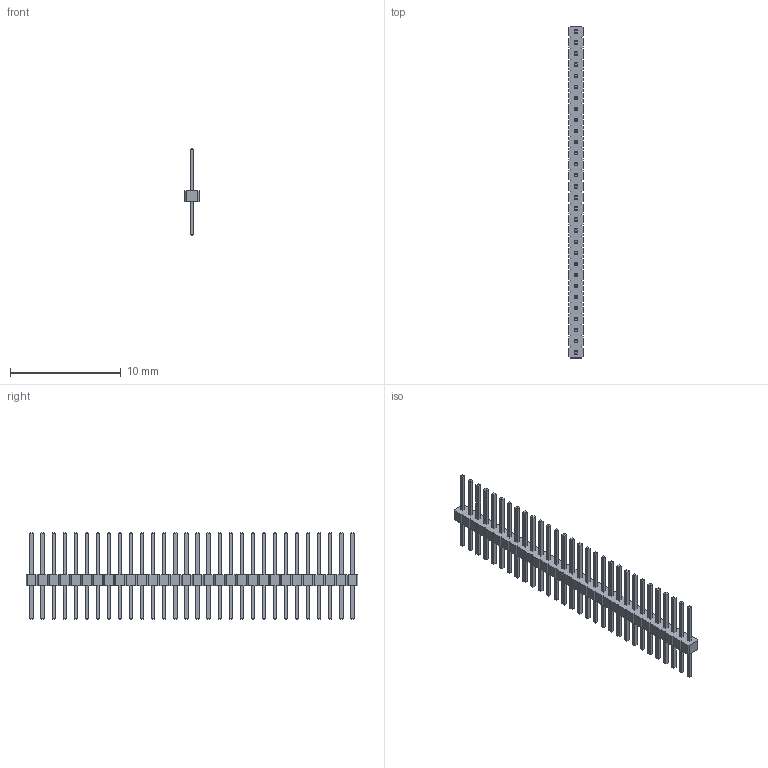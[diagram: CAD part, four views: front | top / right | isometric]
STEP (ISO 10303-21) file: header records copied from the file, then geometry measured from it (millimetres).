
FILE_DESCRIPTION(/* description */ ('model of PinHeader_1x30_P1.00mm_Vertical'),/* implementation_level */ '2;1');
FILE_NAME(/* name */ 'PinHeader_1x30_P1.00mm_Vertical.step',/* time_stamp */ '2018-01-24T13:41:36',/* author */ ('kicad StepUp','ksu'),/* organization */ ('FreeCAD'),/* preprocessor_version */ 'OCC',/* originating_system */ 'kicad StepUp',/* authorisation */ '');
FILE_SCHEMA(('AUTOMOTIVE_DESIGN { 1 0 10303 214 1 1 1 1 }'));
Length unit declared in the file: millimetre
Products named in the file (2): PinHeader_1x30_P100mm_Vertical; Shape0_308971923089
Bounding box: 1.27 x 30 x 7.8 mm (x, y, z)
Volume: 58.4 mm3; surface area: 424.6 mm2
Topology: 31 solids, 31 shells, 604 faces, 1386 edges, 844 vertices
Faces by surface type: plane 604
Entity records: 10582 total; most frequent: ORIENTED_EDGE 2170, CARTESIAN_POINT 1597, EDGE_CURVE 1386, LINE 1386, VERTEX_POINT 844, AXIS2_PLACEMENT_3D 605, ADVANCED_FACE 604, FACE_BOUND 604
